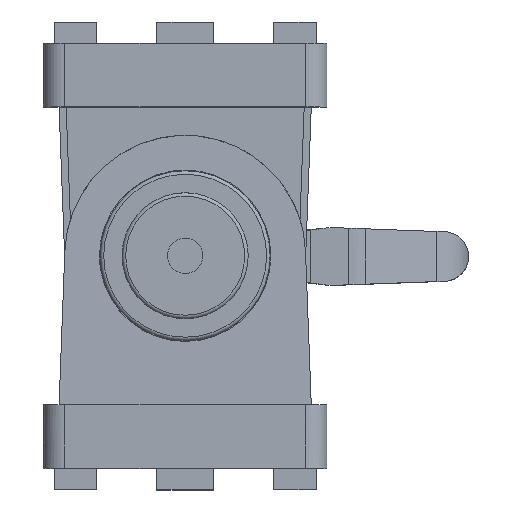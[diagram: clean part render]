
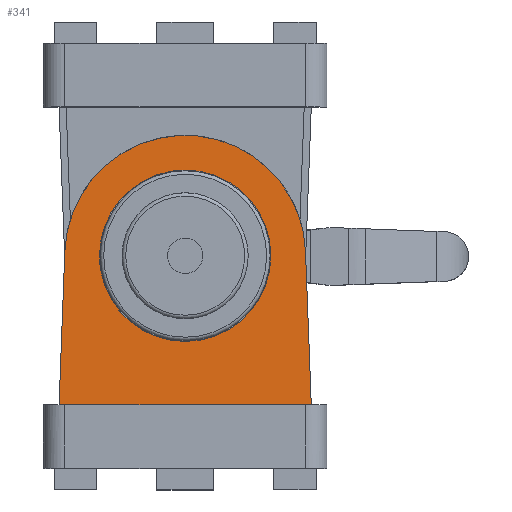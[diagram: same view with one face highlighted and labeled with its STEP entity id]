
A CAD part, top view. The second image highlights one B-rep face of the part: STEP entity #341.
In plain terms, the highlighted planar face has unit normal (0, 0.035, 0.999).
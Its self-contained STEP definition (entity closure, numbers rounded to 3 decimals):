
#341 = ADVANCED_FACE( '', ( #799, #800 ), #801, .F. );
#799 = FACE_BOUND( '', #1435, .T. );
#800 = FACE_OUTER_BOUND( '', #1436, .T. );
#801 = PLANE( '', #1437 );
#1435 = EDGE_LOOP( '', ( #2224 ) );
#1436 = EDGE_LOOP( '', ( #2225, #2226, #2227, #2228, #2229, #2230 ) );
#1437 = AXIS2_PLACEMENT_3D( '', #2231, #2232, #2233 );
#2224 = ORIENTED_EDGE( '', *, *, #3700, .F. );
#2225 = ORIENTED_EDGE( '', *, *, #3597, .F. );
#2226 = ORIENTED_EDGE( '', *, *, #3669, .F. );
#2227 = ORIENTED_EDGE( '', *, *, #3701, .T. );
#2228 = ORIENTED_EDGE( '', *, *, #3702, .F. );
#2229 = ORIENTED_EDGE( '', *, *, #3703, .F. );
#2230 = ORIENTED_EDGE( '', *, *, #3704, .T. );
#2231 = CARTESIAN_POINT( '', ( 20., 18., 18.638 ) );
#2232 = DIRECTION( '', ( 0., -0.035, -0.999 ) );
#2233 = DIRECTION( '', ( 0., 0.999, -0.035 ) );
#3597 = EDGE_CURVE( '', #4246, #4247, #4248, .T. );
#3669 = EDGE_CURVE( '', #4363, #4246, #4365, .T. );
#3700 = EDGE_CURVE( '', #4415, #4415, #4416, .F. );
#3701 = EDGE_CURVE( '', #4363, #4417, #4418, .T. );
#3702 = EDGE_CURVE( '', #4419, #4417, #4420, .T. );
#3703 = EDGE_CURVE( '', #4421, #4419, #4422, .T. );
#3704 = EDGE_CURVE( '', #4421, #4247, #4423, .F. );
#4246 = VERTEX_POINT( '', #5176 );
#4247 = VERTEX_POINT( '', #5177 );
#4248 = LINE( '', #5178, #5179 );
#4363 = VERTEX_POINT( '', #5349 );
#4365 = LINE( '', #5351, #5352 );
#4415 = VERTEX_POINT( '', #5425 );
#4416 = ELLIPSE( '', #5426, 12.107, 12.1 );
#4417 = VERTEX_POINT( '', #5427 );
#4418 = LINE( '', #5428, #5429 );
#4419 = VERTEX_POINT( '', #5430 );
#4420 = LINE( '', #5431, #5432 );
#4421 = VERTEX_POINT( '', #5433 );
#4422 = LINE( '', #5434, #5435 );
#4423 = ELLIPSE( '', #5436, 17.01, 17. );
#5176 = CARTESIAN_POINT( '', ( -17.8, -21., 20. ) );
#5177 = CARTESIAN_POINT( '', ( -16.988, 0.637, 19.244 ) );
#5178 = CARTESIAN_POINT( '', ( -16.285, 19.36, 18.591 ) );
#5179 = VECTOR( '', #6571, 1000. );
#5349 = CARTESIAN_POINT( '', ( -17., -21., 20. ) );
#5351 = CARTESIAN_POINT( '', ( 20., -21., 20. ) );
#5352 = VECTOR( '', #6671, 1000. );
#5425 = CARTESIAN_POINT( '', ( 0., 12.1, 18.844 ) );
#5426 = AXIS2_PLACEMENT_3D( '', #6695, #6696, #6697 );
#5427 = CARTESIAN_POINT( '', ( 17., -21., 20. ) );
#5428 = CARTESIAN_POINT( '', ( -17., -21., 20. ) );
#5429 = VECTOR( '', #6698, 1000. );
#5430 = CARTESIAN_POINT( '', ( 17.8, -21., 20. ) );
#5431 = CARTESIAN_POINT( '', ( 20., -21., 20. ) );
#5432 = VECTOR( '', #6699, 1000. );
#5433 = CARTESIAN_POINT( '', ( 16.988, 0.637, 19.244 ) );
#5434 = CARTESIAN_POINT( '', ( 16.342, 17.863, 18.643 ) );
#5435 = VECTOR( '', #6700, 1000. );
#5436 = AXIS2_PLACEMENT_3D( '', #6701, #6702, #6703 );
#6571 = DIRECTION( '', ( 0.037, 0.999, -0.035 ) );
#6671 = DIRECTION( '', ( -1., 0., 0. ) );
#6695 = CARTESIAN_POINT( '', ( 0., 0., 19.267 ) );
#6696 = DIRECTION( '', ( 0., -0.035, -0.999 ) );
#6697 = DIRECTION( '', ( 0., 0.999, -0.035 ) );
#6698 = DIRECTION( '', ( 1., 0., 0. ) );
#6699 = DIRECTION( '', ( -1., 0., 0. ) );
#6700 = DIRECTION( '', ( 0.037, -0.999, 0.035 ) );
#6701 = CARTESIAN_POINT( '', ( 0., 0., 19.267 ) );
#6702 = DIRECTION( '', ( 0., -0.035, -0.999 ) );
#6703 = DIRECTION( '', ( 0., 0.999, -0.035 ) );
